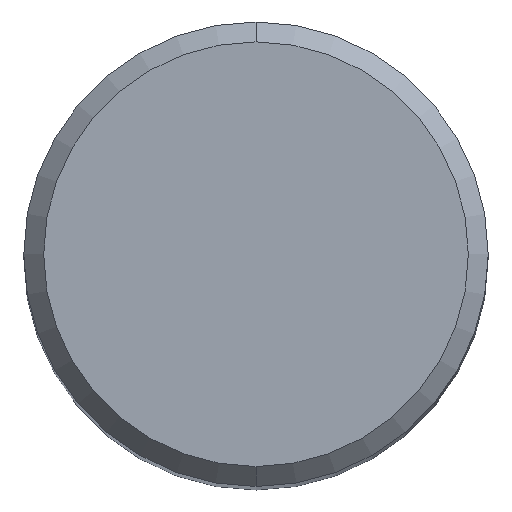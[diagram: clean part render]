
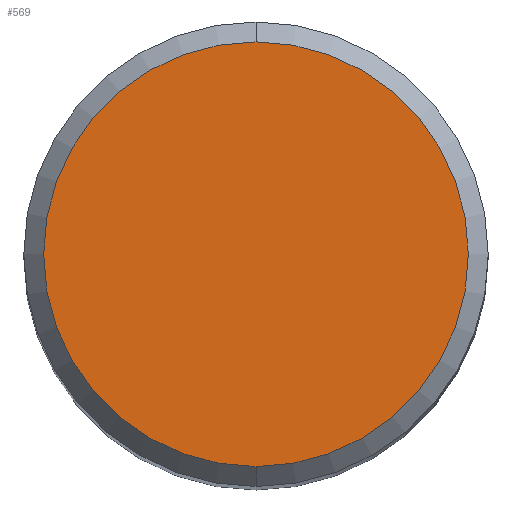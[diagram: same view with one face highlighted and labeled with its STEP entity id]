
A CAD part, top view. The second image highlights one B-rep face of the part: STEP entity #569.
In plain terms, the highlighted planar face has unit normal (0, 0, 1).
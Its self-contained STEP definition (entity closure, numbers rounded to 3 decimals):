
#527=EDGE_CURVE('',#821,#865,#1181,.T.);
#569=ADVANCED_FACE('',(#1228),#1229,.T.);
#821=VERTEX_POINT('',#1503);
#823=EDGE_CURVE('',#865,#821,#1505,.T.);
#865=VERTEX_POINT('',#1552);
#1181=CIRCLE('',#5890,6.4);
#1228=FACE_OUTER_BOUND('',#6048,.T.);
#1229=PLANE('',#6049);
#1503=CARTESIAN_POINT('',(0.,-6.4,0.0));
#1505=CIRCLE('',#8694,6.4);
#1552=CARTESIAN_POINT('',(0.0,6.4,0.0));
#5890=AXIS2_PLACEMENT_3D('',#9669,#9670,#9671);
#6048=EDGE_LOOP('',(#9743,#9744));
#6049=AXIS2_PLACEMENT_3D('',#9745,#9746,#9747);
#8694=AXIS2_PLACEMENT_3D('',#10019,#10020,#10021);
#9669=CARTESIAN_POINT('',(0.0,0.0,0.0));
#9670=DIRECTION('',(0.0,0.0,-1.0));
#9671=DIRECTION('',(0.0,1.0,0.0));
#9743=ORIENTED_EDGE('',*,*,#823,.F.);
#9744=ORIENTED_EDGE('',*,*,#527,.F.);
#9745=CARTESIAN_POINT('',(0.0,3.2,0.0));
#9746=DIRECTION('',(-0.0,0.0,1.0));
#9747=DIRECTION('',(0.0,-1.0,0.0));
#10019=CARTESIAN_POINT('',(0.0,0.0,0.0));
#10020=DIRECTION('',(0.0,0.0,-1.0));
#10021=DIRECTION('',(0.0,1.0,0.0));
